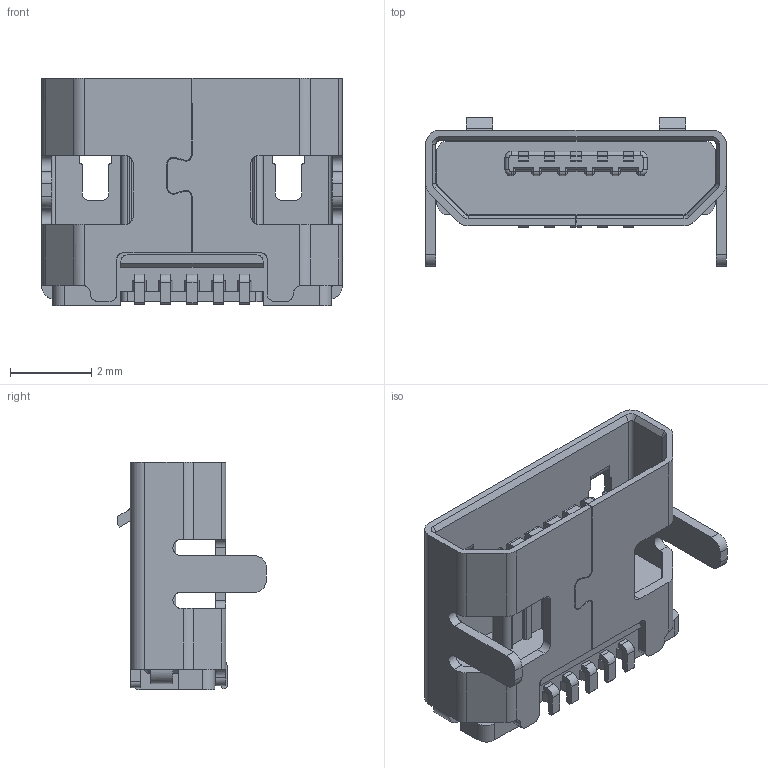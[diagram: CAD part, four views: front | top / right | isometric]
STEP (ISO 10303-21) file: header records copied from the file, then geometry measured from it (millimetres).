
FILE_DESCRIPTION (( 'STEP AP214' ), '1' );
FILE_NAME ('USB3076-30-A.STEP', '2022-11-25T10:42:25', ( '' ), ( '' ), 'SwSTEP 2.0', 'SolidWorks 2022', '' );
FILE_SCHEMA (( 'AUTOMOTIVE_DESIGN' ));
Length unit declared in the file: millimetre
Products named in the file (3): USB3076-30-A_PART1; USB3076-30-A; USB3076-30-A_PART2
Assembly tree (2 placements, depth 2):
  USB3076-30-A
    USB3076-30-A_PART2
    USB3076-30-A_PART1
Bounding box: 7.4 x 3.66 x 5.6 mm (x, y, z)
Volume: 40.9 mm3; surface area: 269.1 mm2
Topology: 2 solids, 2 shells, 531 faces, 1480 edges, 958 vertices
Faces by surface type: plane 350, cylinder 134, bspline 25, cone 18, torus 4
Entity records: 21206 total; most frequent: CARTESIAN_POINT 4432, ORIENTED_EDGE 2958, DIRECTION 2475, EDGE_CURVE 1479, LINE 1111, VECTOR 1111, VERTEX_POINT 958, AXIS2_PLACEMENT_3D 682
